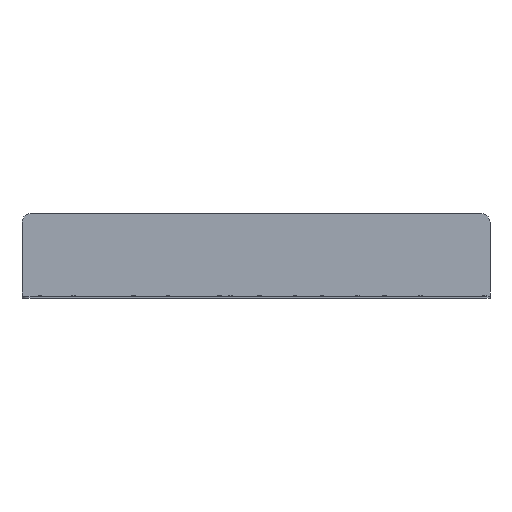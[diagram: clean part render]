
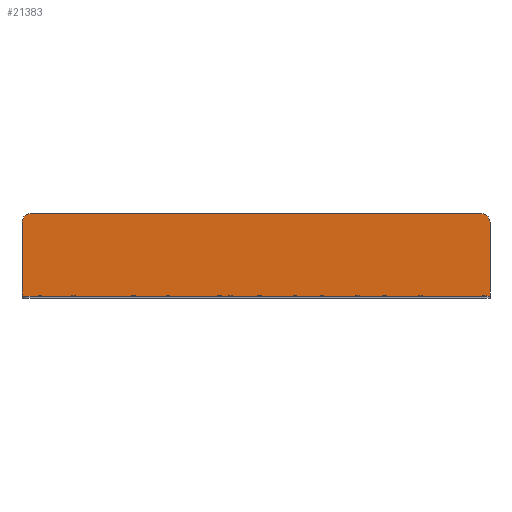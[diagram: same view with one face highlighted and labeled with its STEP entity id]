
A CAD part, top view. The second image highlights one B-rep face of the part: STEP entity #21383.
In plain terms, the highlighted planar face has unit normal (0, 0, 1).
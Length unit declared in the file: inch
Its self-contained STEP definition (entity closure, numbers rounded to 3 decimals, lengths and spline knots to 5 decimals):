
#255=CIRCLE('',#22394,0.5);
#256=CIRCLE('',#22396,0.5);
#1355=FACE_OUTER_BOUND('',#2472,.T.);
#2472=EDGE_LOOP('',(#15812,#15813,#15814,#15815,#15816,#15817));
#4029=LINE('',#31967,#5866);
#4035=LINE('',#31983,#5872);
#4045=LINE('',#32019,#5882);
#4047=LINE('',#32027,#5884);
#5866=VECTOR('',#23884,0.3937);
#5872=VECTOR('',#23904,0.09072);
#5882=VECTOR('',#23944,0.09072);
#5884=VECTOR('',#23954,0.3937);
#9279=VERTEX_POINT('',#31965);
#9280=VERTEX_POINT('',#31966);
#9283=VERTEX_POINT('',#31981);
#9294=VERTEX_POINT('',#32017);
#9295=VERTEX_POINT('',#32021);
#9296=VERTEX_POINT('',#32025);
#11845=EDGE_CURVE('',#9279,#9280,#4029,.T.);
#11855=EDGE_CURVE('',#9283,#9279,#4035,.T.);
#11873=EDGE_CURVE('',#9294,#9280,#4045,.T.);
#11875=EDGE_CURVE('',#9295,#9294,#255,.T.);
#11876=EDGE_CURVE('',#9283,#9296,#256,.T.);
#11877=EDGE_CURVE('',#9295,#9296,#4047,.T.);
#15812=ORIENTED_EDGE('',*,*,#11876,.F.);
#15813=ORIENTED_EDGE('',*,*,#11855,.T.);
#15814=ORIENTED_EDGE('',*,*,#11845,.T.);
#15815=ORIENTED_EDGE('',*,*,#11873,.F.);
#15816=ORIENTED_EDGE('',*,*,#11875,.F.);
#15817=ORIENTED_EDGE('',*,*,#11877,.T.);
#20717=PLANE('',#22395);
#21383=ADVANCED_FACE('',(#1355),#20717,.T.);
#22394=AXIS2_PLACEMENT_3D('',#32023,#23948,#23949);
#22395=AXIS2_PLACEMENT_3D('',#32024,#23950,#23951);
#22396=AXIS2_PLACEMENT_3D('',#32026,#23952,#23953);
#23884=DIRECTION('',(1.,0.,0.));
#23904=DIRECTION('',(0.,-1.,0.));
#23944=DIRECTION('',(0.,-1.,0.));
#23948=DIRECTION('center_axis',(0.,0.,
-1.));
#23949=DIRECTION('ref_axis',(0.707,0.707,0.));
#23950=DIRECTION('center_axis',(0.,0.,
1.));
#23951=DIRECTION('ref_axis',(0.,-1.,0.));
#23952=DIRECTION('center_axis',(0.,0.,
-1.));
#23953=DIRECTION('ref_axis',(-0.707,0.707,0.));
#23954=DIRECTION('',(-1.,0.,0.));
#31965=CARTESIAN_POINT('',(-13.75,0.063,7.81914));
#31966=CARTESIAN_POINT('',(14.,0.063,7.81914));
#31967=CARTESIAN_POINT('',(0.125,0.063,7.81914));
#31981=CARTESIAN_POINT('',(-13.75,4.437,7.81914));
#31983=CARTESIAN_POINT('',(-13.75,-0.22201,7.81914));
#32017=CARTESIAN_POINT('',(14.,4.437,7.81914));
#32019=CARTESIAN_POINT('',(14.,-0.22201,7.81914));
#32021=CARTESIAN_POINT('',(13.5,4.937,7.81914));
#32023=CARTESIAN_POINT('Origin',(13.5,4.437,7.81914));
#32024=CARTESIAN_POINT('Origin',(0.125,2.42875,7.81914));
#32025=CARTESIAN_POINT('',(-13.25,4.937,7.81914));
#32026=CARTESIAN_POINT('Origin',(-13.25,4.437,7.81914));
#32027=CARTESIAN_POINT('',(14.,4.937,7.81914));
